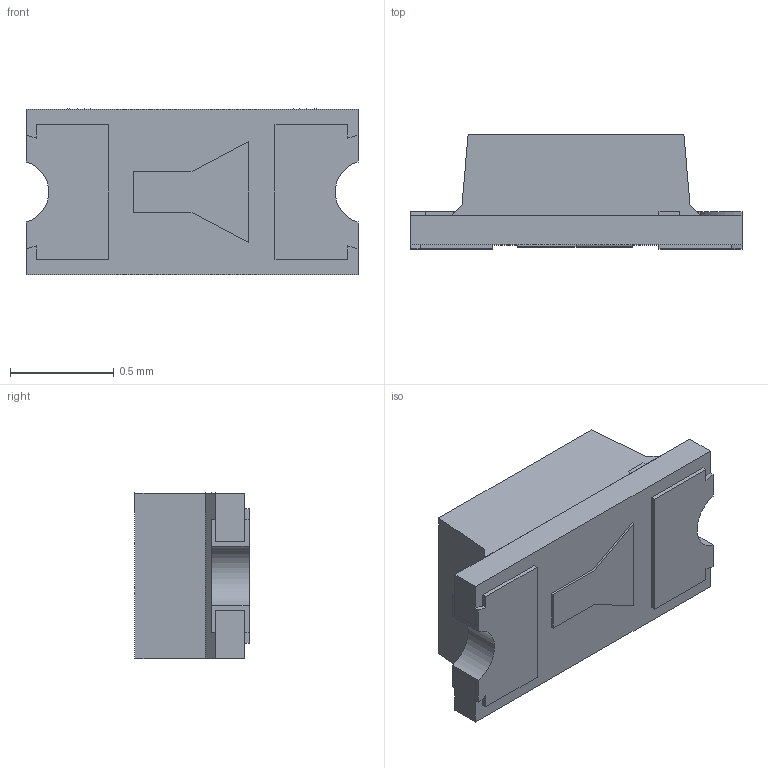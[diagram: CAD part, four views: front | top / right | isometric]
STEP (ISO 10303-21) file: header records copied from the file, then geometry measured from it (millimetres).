
FILE_DESCRIPTION (( 'STEP AP203' ), '1' );
FILE_NAME ('SML-D10.STEP', '2011-06-23T05:54:20', ( '' ), ( '' ), 'SwSTEP 2.0', 'SolidWorks 2006104', '' );
FILE_SCHEMA (( 'CONFIG_CONTROL_DESIGN' ));
Length unit declared in the file: millimetre
Products named in the file (1): SML-D10
Bounding box: 1.6 x 0.55 x 0.8 mm (x, y, z)
Volume: 0.5 mm3; surface area: 9.5 mm2
Topology: 6 solids, 6 shells, 106 faces, 282 edges, 188 vertices
Faces by surface type: plane 92, cylinder 14
Entity records: 3329 total; most frequent: CARTESIAN_POINT 577, ORIENTED_EDGE 564, DIRECTION 524, EDGE_CURVE 282, VECTOR 254, LINE 254, VERTEX_POINT 188, AXIS2_PLACEMENT_3D 135
